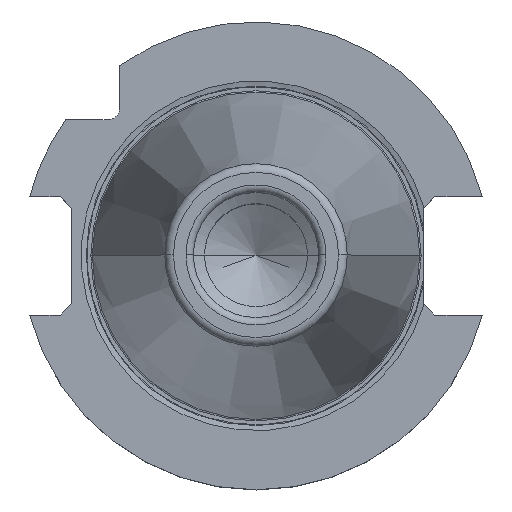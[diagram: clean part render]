
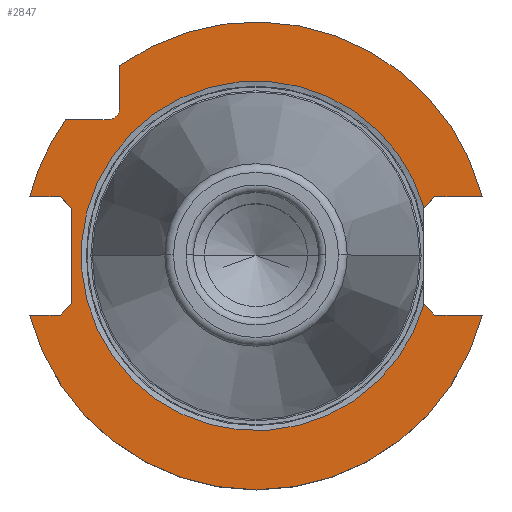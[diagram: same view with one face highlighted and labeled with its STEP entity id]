
A CAD part, top view. The second image highlights one B-rep face of the part: STEP entity #2847.
In plain terms, the highlighted planar face has unit normal (0, 0, 1).
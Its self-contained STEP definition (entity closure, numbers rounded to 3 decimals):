
#396=CARTESIAN_POINT('',(0.,0.,-3.2));
#397=DIRECTION('',(0.,0.,1.));
#398=DIRECTION('',(-0.813,0.582,0.));
#399=AXIS2_PLACEMENT_3D('',#396,#397,#398);
#412=CARTESIAN_POINT('',(0.,0.,-3.2));
#413=DIRECTION('',(0.,0.,1.));
#414=DIRECTION('',(-0.967,-0.253,0.));
#415=AXIS2_PLACEMENT_3D('',#412,#413,#414);
#428=CARTESIAN_POINT('',(0.,0.,-3.2));
#429=DIRECTION('',(0.,0.,1.));
#430=DIRECTION('',(0.967,0.253,0.));
#431=AXIS2_PLACEMENT_3D('',#428,#429,#430);
#605=DIRECTION('',(-1.,0.,0.));
#606=VECTOR('',#605,6.438);
#607=CARTESIAN_POINT('',(30.738,-8.05,-3.2));
#608=LINE('',#607,#606);
#612=DIRECTION('',(1.,0.,0.));
#613=VECTOR('',#612,4.138);
#614=CARTESIAN_POINT('',(-30.738,-8.05,-3.2));
#615=LINE('',#614,#613);
#619=DIRECTION('',(-0.707,-0.707,0.));
#620=VECTOR('',#619,2.263);
#621=CARTESIAN_POINT('',(-25.,-6.45,-3.2));
#622=LINE('',#621,#620);
#626=DIRECTION('',(0.,-1.,0.));
#627=VECTOR('',#626,12.9);
#628=CARTESIAN_POINT('',(-25.,6.45,-3.2));
#629=LINE('',#628,#627);
#633=DIRECTION('',(-0.707,0.707,0.));
#634=VECTOR('',#633,2.263);
#635=CARTESIAN_POINT('',(-25.,6.45,-3.2));
#636=LINE('',#635,#634);
#640=DIRECTION('',(1.,0.,0.));
#641=VECTOR('',#640,4.138);
#642=CARTESIAN_POINT('',(-30.738,8.05,-3.2));
#643=LINE('',#642,#641);
#647=DIRECTION('',(1.,0.,0.));
#648=VECTOR('',#647,5.734);
#649=CARTESIAN_POINT('',(-25.834,18.5,-3.2));
#650=LINE('',#649,#648);
#654=DIRECTION('',(0.,-1.,0.));
#655=VECTOR('',#654,5.734);
#656=CARTESIAN_POINT('',(-18.5,25.834,-3.2));
#657=LINE('',#656,#655);
#661=DIRECTION('',(-1.,0.,0.));
#662=VECTOR('',#661,6.438);
#663=CARTESIAN_POINT('',(30.738,8.05,-3.2));
#664=LINE('',#663,#662);
#668=DIRECTION('',(-0.707,-0.707,0.));
#669=VECTOR('',#668,2.095);
#670=CARTESIAN_POINT('',(24.3,8.05,-3.2));
#671=LINE('',#670,#669);
#675=DIRECTION('',(-0.707,0.707,0.));
#676=VECTOR('',#675,2.095);
#677=CARTESIAN_POINT('',(24.3,-8.05,-3.2));
#678=LINE('',#677,#676);
#1277=CARTESIAN_POINT('',(-20.1,20.1,-3.2));
#1278=DIRECTION('',(0.,0.,-1.));
#1279=DIRECTION('',(1.,0.,0.));
#1280=AXIS2_PLACEMENT_3D('',#1277,#1278,#1279);
#1537=CARTESIAN_POINT('',(0.,0.,-3.2));
#1538=DIRECTION('',(0.,0.,-1.));
#1539=DIRECTION('',(0.961,-0.277,0.));
#1540=AXIS2_PLACEMENT_3D('',#1537,#1538,#1539);
#1964=CARTESIAN_POINT('',(-18.5,20.1,-3.2));
#1965=CARTESIAN_POINT('',(-20.1,18.5,-3.2));
#1966=VERTEX_POINT('',#1964);
#1967=VERTEX_POINT('',#1965);
#1996=CARTESIAN_POINT('',(-25.,-6.45,-3.2));
#1998=VERTEX_POINT('',#1996);
#2000=CARTESIAN_POINT('',(-26.6,-8.05,-3.2));
#2002=VERTEX_POINT('',#2000);
#2005=CARTESIAN_POINT('',(-25.,6.45,-3.2));
#2007=VERTEX_POINT('',#2005);
#2009=CARTESIAN_POINT('',(-26.6,8.05,-3.2));
#2011=VERTEX_POINT('',#2009);
#2038=CARTESIAN_POINT('',(-18.5,25.834,-3.2));
#2039=VERTEX_POINT('',#2038);
#2040=CARTESIAN_POINT('',(-25.834,18.5,-3.2));
#2041=VERTEX_POINT('',#2040);
#2068=CARTESIAN_POINT('',(-30.738,-8.05,-3.2));
#2070=VERTEX_POINT('',#2068);
#2074=CARTESIAN_POINT('',(-30.738,8.05,-3.2));
#2076=VERTEX_POINT('',#2074);
#2098=CARTESIAN_POINT('',(30.738,-8.05,-3.2));
#2100=VERTEX_POINT('',#2098);
#2106=CARTESIAN_POINT('',(30.738,8.05,-3.2));
#2108=VERTEX_POINT('',#2106);
#2114=CARTESIAN_POINT('',(24.3,-8.05,-3.2));
#2115=VERTEX_POINT('',#2114);
#2116=CARTESIAN_POINT('',(22.819,-6.569,-3.2));
#2117=VERTEX_POINT('',#2116);
#2118=CARTESIAN_POINT('',(24.3,8.05,-3.2));
#2119=VERTEX_POINT('',#2118);
#2120=CARTESIAN_POINT('',(22.819,6.569,-3.2));
#2121=VERTEX_POINT('',#2120);
#2815=CARTESIAN_POINT('',(0.,0.,-3.2));
#2816=DIRECTION('',(0.,0.,-1.));
#2817=DIRECTION('',(-1.,0.,0.));
#2818=AXIS2_PLACEMENT_3D('',#2815,#2816,#2817);
#2819=PLANE('',#2818);
#2820=ORIENTED_EDGE('',*,*,#2558,.F.);
#2821=ORIENTED_EDGE('',*,*,#2606,.F.);
#2823=ORIENTED_EDGE('',*,*,#2822,.T.);
#2825=ORIENTED_EDGE('',*,*,#2824,.F.);
#2826=ORIENTED_EDGE('',*,*,#2706,.F.);
#2827=ORIENTED_EDGE('',*,*,#2694,.T.);
#2828=ORIENTED_EDGE('',*,*,#2680,.F.);
#2829=ORIENTED_EDGE('',*,*,#2576,.F.);
#2831=ORIENTED_EDGE('',*,*,#2830,.T.);
#2833=ORIENTED_EDGE('',*,*,#2832,.F.);
#2835=ORIENTED_EDGE('',*,*,#2834,.F.);
#2836=ORIENTED_EDGE('',*,*,#2632,.F.);
#2838=ORIENTED_EDGE('',*,*,#2837,.T.);
#2840=ORIENTED_EDGE('',*,*,#2839,.T.);
#2842=ORIENTED_EDGE('',*,*,#2841,.F.);
#2844=ORIENTED_EDGE('',*,*,#2843,.F.);
#2845=EDGE_LOOP('',(#2820,#2821,#2823,#2825,#2826,#2827,#2828,#2829,#2831,#2833,
#2835,#2836,#2838,#2840,#2842,#2844));
#2846=FACE_OUTER_BOUND('',#2845,.F.);
#400=CIRCLE('',#399,31.775);
#416=CIRCLE('',#415,31.775);
#432=CIRCLE('',#431,31.775);
#1281=CIRCLE('',#1280,1.6);
#1541=CIRCLE('',#1540,23.746);
#2558=EDGE_CURVE('',#2100,#2115,#608,.T.);
#2576=EDGE_CURVE('',#2041,#2076,#400,.T.);
#2606=EDGE_CURVE('',#2070,#2100,#416,.T.);
#2632=EDGE_CURVE('',#2108,#2039,#432,.T.);
#2680=EDGE_CURVE('',#2076,#2011,#643,.T.);
#2694=EDGE_CURVE('',#2007,#2011,#636,.T.);
#2706=EDGE_CURVE('',#2007,#1998,#629,.T.);
#2822=EDGE_CURVE('',#2070,#2002,#615,.T.);
#2824=EDGE_CURVE('',#1998,#2002,#622,.T.);
#2830=EDGE_CURVE('',#2041,#1967,#650,.T.);
#2832=EDGE_CURVE('',#1966,#1967,#1281,.T.);
#2834=EDGE_CURVE('',#2039,#1966,#657,.T.);
#2837=EDGE_CURVE('',#2108,#2119,#664,.T.);
#2839=EDGE_CURVE('',#2119,#2121,#671,.T.);
#2841=EDGE_CURVE('',#2117,#2121,#1541,.T.);
#2843=EDGE_CURVE('',#2115,#2117,#678,.T.);
#2847=ADVANCED_FACE('',(#2846),#2819,.F.);
